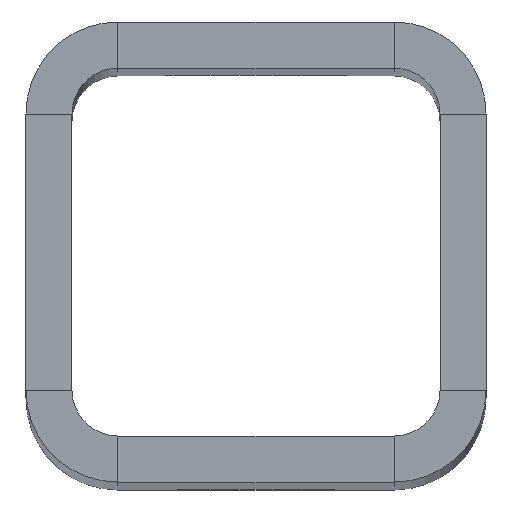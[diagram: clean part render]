
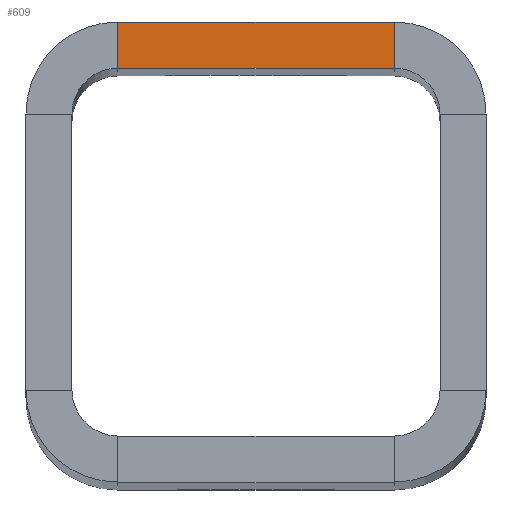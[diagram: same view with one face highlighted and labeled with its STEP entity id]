
A CAD part, top view. The second image highlights one B-rep face of the part: STEP entity #609.
In plain terms, the highlighted planar face has unit normal (0, 0, 1).
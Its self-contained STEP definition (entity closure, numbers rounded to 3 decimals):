
#40=PLANE('',#687);
#74=FACE_OUTER_BOUND('',#114,.T.);
#114=EDGE_LOOP('',(#494,#495,#496,#497));
#193=LINE('',#1003,#245);
#196=LINE('',#1012,#248);
#197=LINE('',#1014,#249);
#198=LINE('',#1015,#250);
#245=VECTOR('',#834,10.);
#248=VECTOR('',#847,10.);
#249=VECTOR('',#848,10.);
#250=VECTOR('',#849,10.);
#289=VERTEX_POINT('',#984);
#293=VERTEX_POINT('',#1002);
#294=VERTEX_POINT('',#1011);
#295=VERTEX_POINT('',#1013);
#360=EDGE_CURVE('',#293,#289,#193,.T.);
#364=EDGE_CURVE('',#289,#294,#196,.T.);
#365=EDGE_CURVE('',#294,#295,#197,.T.);
#366=EDGE_CURVE('',#293,#295,#198,.T.);
#494=ORIENTED_EDGE('',*,*,#360,.T.);
#495=ORIENTED_EDGE('',*,*,#364,.T.);
#496=ORIENTED_EDGE('',*,*,#365,.T.);
#497=ORIENTED_EDGE('',*,*,#366,.F.);
#609=ADVANCED_FACE('',(#74),#40,.T.);
#687=AXIS2_PLACEMENT_3D('',#1010,#845,#846);
#834=DIRECTION('',(0.,-1.,0.));
#845=DIRECTION('center_axis',(0.,0.,1.));
#846=DIRECTION('ref_axis',(1.,0.,0.));
#847=DIRECTION('',(1.,0.,0.));
#848=DIRECTION('',(0.,1.,0.));
#849=DIRECTION('',(1.,0.,0.));
#984=CARTESIAN_POINT('',(-7.5,10.,0.));
#1002=CARTESIAN_POINT('',(-7.5,12.5,0.));
#1003=CARTESIAN_POINT('',(-7.5,12.5,0.));
#1010=CARTESIAN_POINT('Origin',(-12.5,12.5,0.));
#1011=CARTESIAN_POINT('',(7.5,10.,0.));
#1012=CARTESIAN_POINT('',(-12.5,10.,0.));
#1013=CARTESIAN_POINT('',(7.5,12.5,0.));
#1014=CARTESIAN_POINT('',(7.5,12.5,0.));
#1015=CARTESIAN_POINT('',(-12.5,12.5,0.));
